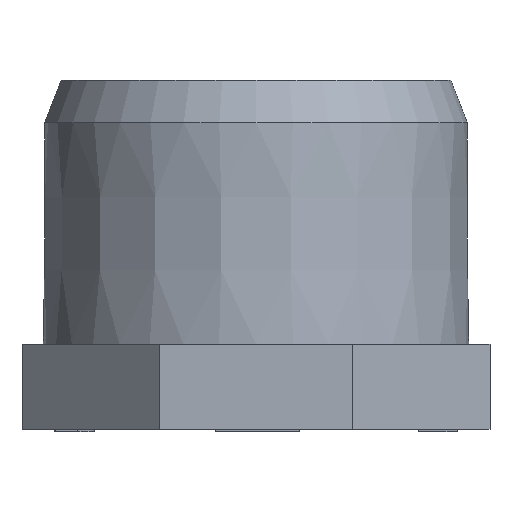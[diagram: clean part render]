
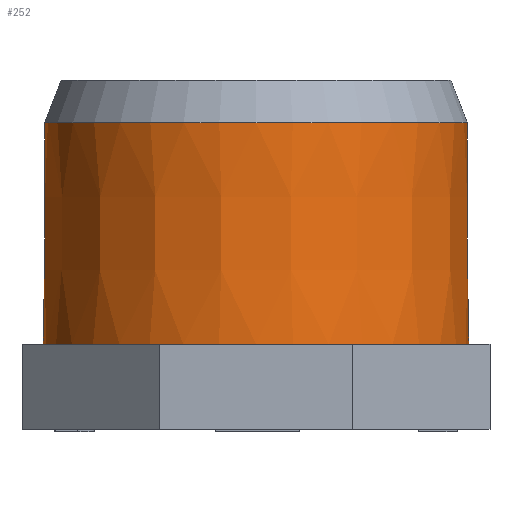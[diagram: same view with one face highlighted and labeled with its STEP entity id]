
A CAD part, left-side view. The second image highlights one B-rep face of the part: STEP entity #252.
In plain terms, the highlighted conical face has half-angle 0.37 degrees and reference radius 24.8 mm.
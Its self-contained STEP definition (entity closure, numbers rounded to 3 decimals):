
#84=CONICAL_SURFACE('',#2953,24.8,0.37);
#252=ADVANCED_FACE('',(#1132,#1133),#84,.T.);
#1132=FACE_BOUND('',#1189,.T.);
#1133=FACE_BOUND('',#1190,.T.);
#1189=EDGE_LOOP('',(#1598));
#1190=EDGE_LOOP('',(#1599));
#1598=ORIENTED_EDGE('',*,*,#2629,.F.);
#1599=ORIENTED_EDGE('',*,*,#2637,.T.);
#2348=VERTEX_POINT('',#4526);
#2354=VERTEX_POINT('',#4543);
#2629=EDGE_CURVE('',#2348,#2348,#2893,.T.);
#2637=EDGE_CURVE('',#2354,#2354,#2896,.T.);
#2893=CIRCLE('',#2945,24.832);
#2896=CIRCLE('',#2951,25.);
#2945=AXIS2_PLACEMENT_3D('',#4525,#3264,#3265);
#2951=AXIS2_PLACEMENT_3D('',#4542,#3281,#3282);
#2953=AXIS2_PLACEMENT_3D('',#4545,#3285,#3286);
#3264=DIRECTION('',(0.,0.,1.));
#3265=DIRECTION('',(1.,0.,0.));
#3281=DIRECTION('',(0.,0.,1.));
#3282=DIRECTION('',(1.,0.,0.));
#3285=DIRECTION('',(0.,0.,-1.));
#3286=DIRECTION('',(-1.,0.,0.));
#4525=CARTESIAN_POINT('',(152.,-355.,26.));
#4526=CARTESIAN_POINT('',(176.832,-355.,26.));
#4542=CARTESIAN_POINT('',(152.,-355.,0.));
#4543=CARTESIAN_POINT('',(177.,-355.,0.));
#4545=CARTESIAN_POINT('',(152.,-355.,31.));
